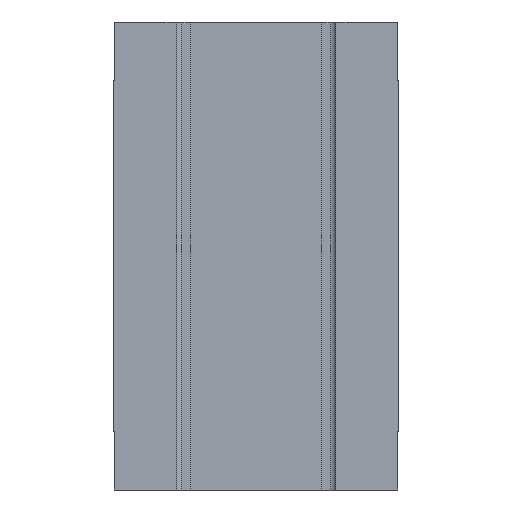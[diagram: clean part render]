
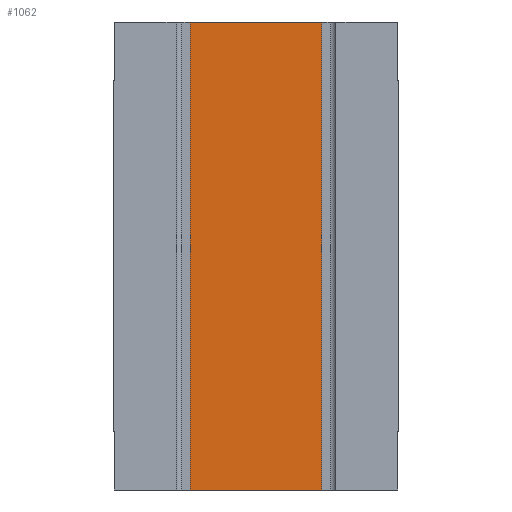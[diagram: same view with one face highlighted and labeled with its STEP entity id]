
A CAD part, front view. The second image highlights one B-rep face of the part: STEP entity #1062.
In plain terms, the highlighted planar face has unit normal (0, -1, 0).
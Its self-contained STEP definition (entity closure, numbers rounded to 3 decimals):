
#40 = CARTESIAN_POINT ( 'NONE',  ( 7., 5.3, -20.5 ) ) ;
#43 = DIRECTION ( 'NONE',  ( 0., 1., 0. ) ) ;
#82 = ORIENTED_EDGE ( 'NONE', *, *, #1342, .F. ) ;
#101 = CARTESIAN_POINT ( 'NONE',  ( -7., 5.3, 20.5 ) ) ;
#243 = VECTOR ( 'NONE', #1119, 1000. ) ;
#348 = LINE ( 'NONE', #101, #432 ) ;
#378 = AXIS2_PLACEMENT_3D ( 'NONE', #424, #43, #1616 ) ;
#424 = CARTESIAN_POINT ( 'NONE',  ( 7., 5.3, 15.4 ) ) ;
#432 = VECTOR ( 'NONE', #1393, 1000. ) ;
#440 = LINE ( 'NONE', #40, #930 ) ;
#473 = LINE ( 'NONE', #1560, #243 ) ;
#642 = EDGE_CURVE ( 'NONE', #809, #807, #348, .T. ) ;
#768 = LINE ( 'NONE', #1188, #1470 ) ;
#804 = ORIENTED_EDGE ( 'NONE', *, *, #642, .F. ) ;
#807 = VERTEX_POINT ( 'NONE', #829 ) ;
#809 = VERTEX_POINT ( 'NONE', #1371 ) ;
#829 = CARTESIAN_POINT ( 'NONE',  ( 7., 5.3, 20.5 ) ) ;
#833 = DIRECTION ( 'NONE',  ( -1., 0., 0. ) ) ;
#835 = ORIENTED_EDGE ( 'NONE', *, *, #1673, .T. ) ;
#920 = DIRECTION ( 'NONE',  ( 0., 0., -1. ) ) ;
#930 = VECTOR ( 'NONE', #833, 1000. ) ;
#999 = VERTEX_POINT ( 'NONE', #1106 ) ;
#1023 = EDGE_LOOP ( 'NONE', ( #835, #82, #1658, #804 ) ) ;
#1062 = ADVANCED_FACE ( 'NONE', ( #1349 ), #1510, .F. ) ;
#1088 = CARTESIAN_POINT ( 'NONE',  ( -7., 5.3, -20.5 ) ) ;
#1106 = CARTESIAN_POINT ( 'NONE',  ( 7., 5.3, -20.5 ) ) ;
#1119 = DIRECTION ( 'NONE',  ( 0., 0., -1. ) ) ;
#1122 = VERTEX_POINT ( 'NONE', #1088 ) ;
#1188 = CARTESIAN_POINT ( 'NONE',  ( -7., 5.3, 15.4 ) ) ;
#1193 = EDGE_CURVE ( 'NONE', #807, #999, #473, .T. ) ;
#1342 = EDGE_CURVE ( 'NONE', #999, #1122, #440, .T. ) ;
#1349 = FACE_OUTER_BOUND ( 'NONE', #1023, .T. ) ;
#1371 = CARTESIAN_POINT ( 'NONE',  ( -7., 5.3, 20.5 ) ) ;
#1393 = DIRECTION ( 'NONE',  ( 1., 0., 0. ) ) ;
#1470 = VECTOR ( 'NONE', #920, 1000. ) ;
#1510 = PLANE ( 'NONE',  #378 ) ;
#1560 = CARTESIAN_POINT ( 'NONE',  ( 7., 5.3, 15.4 ) ) ;
#1616 = DIRECTION ( 'NONE',  ( 0., 0., 1. ) ) ;
#1658 = ORIENTED_EDGE ( 'NONE', *, *, #1193, .F. ) ;
#1673 = EDGE_CURVE ( 'NONE', #809, #1122, #768, .T. ) ;
